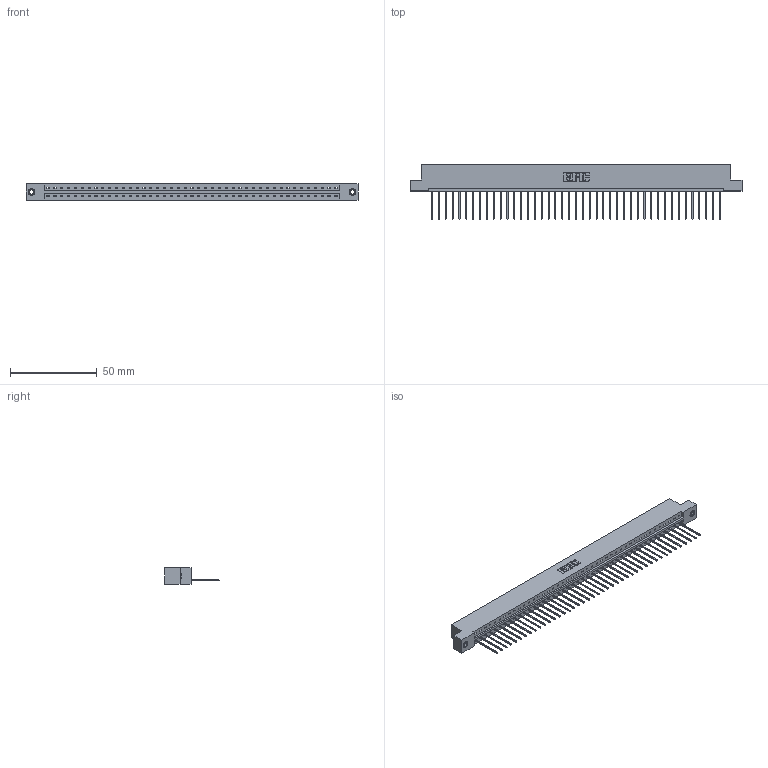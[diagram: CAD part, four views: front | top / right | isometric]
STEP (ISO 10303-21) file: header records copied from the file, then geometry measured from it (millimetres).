
FILE_DESCRIPTION (( 'STEP AP203' ), '1' );
FILE_NAME ('833-043-542-107.STEP', '2020-06-04T00:03:21', ( '' ), ( '' ), 'SwSTEP 2.0', 'SolidWorks 2020', '' );
FILE_SCHEMA (( 'CONFIG_CONTROL_DESIGN' ));
Length unit declared in the file: inch
Products named in the file (4): 833-043-542-107; 833 Part_Flush - .156 Dia - TI; 345-250-001_345-250-005-103; 345-292-001_345-293-142
Assembly tree (46 placements, depth 2):
  833-043-542-107
    833 Part_Flush - .156 Dia - TI
    345-292-001_345-293-142  x43
    345-250-001_345-250-005-103  x2
Bounding box: 191.92 x 31.63 x 9.4 mm (x, y, z)
Volume: 19403.6 mm3; surface area: 21668.4 mm2
Topology: 46 solids, 46 shells, 2668 faces, 8015 edges, 5278 vertices
Faces by surface type: plane 1908, cylinder 744, cone 12, torus 4
Entity records: 27362 total; most frequent: CARTESIAN_POINT 4702, ORIENTED_EDGE 4674, DIRECTION 3997, EDGE_CURVE 2337, LINE 2189, VECTOR 2189, VERTEX_POINT 1552, AXIS2_PLACEMENT_3D 904
